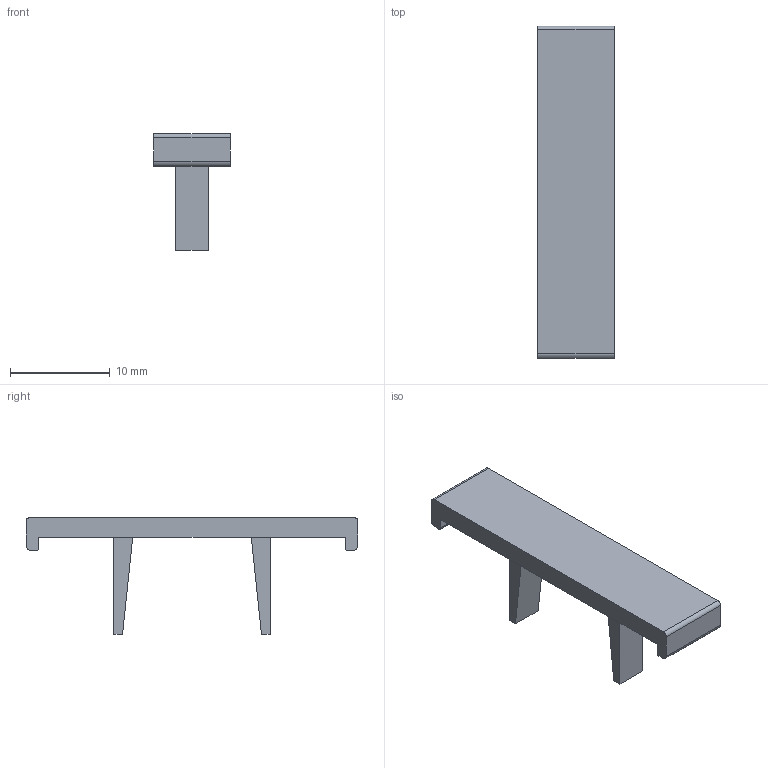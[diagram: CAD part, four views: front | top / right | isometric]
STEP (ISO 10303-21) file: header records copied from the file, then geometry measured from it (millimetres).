
FILE_DESCRIPTION(('CATIA V5R19 STEP'),'2;1');
FILE_NAME ('D1448606_0_1112940000_1112940000.stp','2014-12-09T14:18:48+00:00',('none'),('Weidmueller'),'CATIA Version 5 Release 20 SP 5 (IN-10)','CATIA V5 STEP AP214','none');
FILE_SCHEMA(('AUTOMOTIVE_DESIGN { 1 0 10303 214 1 1 1 1 }'));
Length unit declared in the file: millimetre
Products named in the file (1): WAD 8  
Bounding box: 7.7 x 33.3 x 11.74 mm (x, y, z)
Volume: 624.6 mm3; surface area: 889.1 mm2
Topology: 1 solids, 1 shells, 26 faces, 66 edges, 44 vertices
Faces by surface type: plane 20, cylinder 6
Entity records: 956 total; most frequent: CARTESIAN_POINT 133, ORIENTED_EDGE 132, DIRECTION 110, EDGE_CURVE 66, VECTOR 54, LINE 54, VERTEX_POINT 44, AXIS2_PLACEMENT_3D 35
